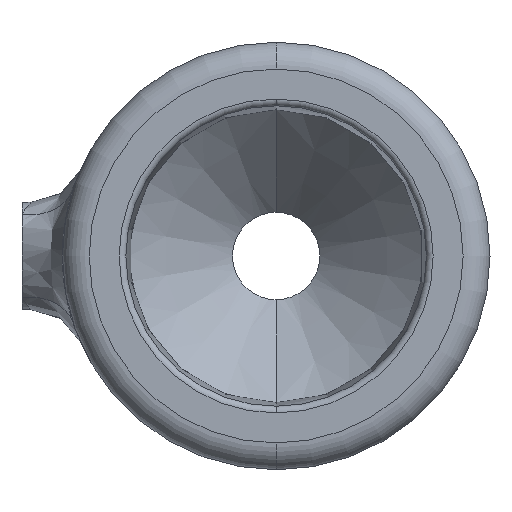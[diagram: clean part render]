
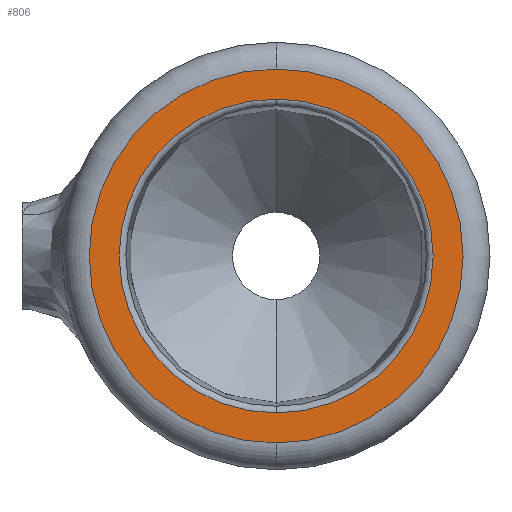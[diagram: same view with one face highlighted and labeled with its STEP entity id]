
A CAD part, left-side view. The second image highlights one B-rep face of the part: STEP entity #806.
In plain terms, the highlighted planar face has unit normal (-1, 0, 0).
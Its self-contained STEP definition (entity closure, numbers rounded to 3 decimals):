
#39 = CARTESIAN_POINT ( 'NONE',  ( -55.28, 0., 13.91 ) ) ;
#114 = DIRECTION ( 'NONE',  ( -1., 0., 0. ) ) ;
#369 = FACE_BOUND ( 'NONE', #1350, .T. ) ;
#385 = DIRECTION ( 'NONE',  ( 0., 0., -1. ) ) ;
#450 = DIRECTION ( 'NONE',  ( 0., 0., -1. ) ) ;
#508 = CARTESIAN_POINT ( 'NONE',  ( -55.28, 0., 0. ) ) ;
#687 = AXIS2_PLACEMENT_3D ( 'NONE', #508, #1015, #450 ) ;
#737 = EDGE_CURVE ( 'NONE', #1316, #3017, #2852, .T. ) ;
#806 = ADVANCED_FACE ( 'NONE', ( #901, #369 ), #1436, .F. ) ;
#849 = ORIENTED_EDGE ( 'NONE', *, *, #3126, .T. ) ;
#901 = FACE_OUTER_BOUND ( 'NONE', #2004, .T. ) ;
#1015 = DIRECTION ( 'NONE',  ( 1., 0., 0. ) ) ;
#1090 = AXIS2_PLACEMENT_3D ( 'NONE', #1722, #2786, #3337 ) ;
#1266 = EDGE_CURVE ( 'NONE', #2942, #2840, #3313, .T. ) ;
#1316 = VERTEX_POINT ( 'NONE', #1779 ) ;
#1350 = EDGE_LOOP ( 'NONE', ( #2995, #2315 ) ) ;
#1416 = AXIS2_PLACEMENT_3D ( 'NONE', #1787, #1977, #385 ) ;
#1436 = PLANE ( 'NONE',  #1090 ) ;
#1681 = CIRCLE ( 'NONE', #687, 11.679 ) ;
#1699 = CARTESIAN_POINT ( 'NONE',  ( -55.28, 0., 0. ) ) ;
#1722 = CARTESIAN_POINT ( 'NONE',  ( -55.28, 11.185, 0. ) ) ;
#1761 = ORIENTED_EDGE ( 'NONE', *, *, #1266, .T. ) ;
#1779 = CARTESIAN_POINT ( 'NONE',  ( -55.28, 0., 11.679 ) ) ;
#1787 = CARTESIAN_POINT ( 'NONE',  ( -55.28, 0., 0. ) ) ;
#1797 = AXIS2_PLACEMENT_3D ( 'NONE', #1699, #114, #2198 ) ;
#1977 = DIRECTION ( 'NONE',  ( 1., 0., 0. ) ) ;
#2004 = EDGE_LOOP ( 'NONE', ( #1761, #849 ) ) ;
#2034 = EDGE_CURVE ( 'NONE', #3017, #1316, #1681, .T. ) ;
#2081 = DIRECTION ( 'NONE',  ( 0., 0., -1. ) ) ;
#2109 = CARTESIAN_POINT ( 'NONE',  ( -55.28, 0., -13.91 ) ) ;
#2198 = DIRECTION ( 'NONE',  ( 0., 0., -1. ) ) ;
#2315 = ORIENTED_EDGE ( 'NONE', *, *, #737, .T. ) ;
#2399 = CARTESIAN_POINT ( 'NONE',  ( -55.28, 0., -11.679 ) ) ;
#2744 = AXIS2_PLACEMENT_3D ( 'NONE', #3149, #3096, #2081 ) ;
#2786 = DIRECTION ( 'NONE',  ( 1., 0., 0. ) ) ;
#2840 = VERTEX_POINT ( 'NONE', #39 ) ;
#2852 = CIRCLE ( 'NONE', #1416, 11.679 ) ;
#2858 = CIRCLE ( 'NONE', #1797, 13.91 ) ;
#2942 = VERTEX_POINT ( 'NONE', #2109 ) ;
#2995 = ORIENTED_EDGE ( 'NONE', *, *, #2034, .T. ) ;
#3017 = VERTEX_POINT ( 'NONE', #2399 ) ;
#3096 = DIRECTION ( 'NONE',  ( -1., 0., 0. ) ) ;
#3126 = EDGE_CURVE ( 'NONE', #2840, #2942, #2858, .T. ) ;
#3149 = CARTESIAN_POINT ( 'NONE',  ( -55.28, 0., 0. ) ) ;
#3313 = CIRCLE ( 'NONE', #2744, 13.91 ) ;
#3337 = DIRECTION ( 'NONE',  ( 0., 0., -1. ) ) ;
